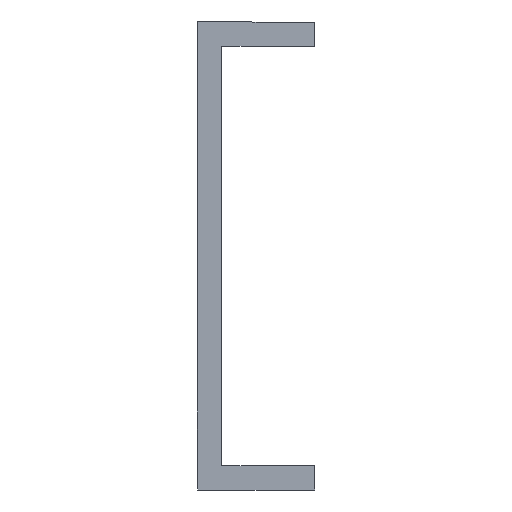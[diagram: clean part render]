
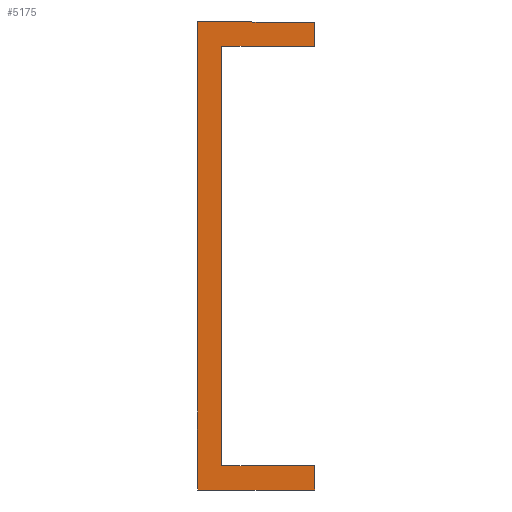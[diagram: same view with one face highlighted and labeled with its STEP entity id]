
A CAD part, front view. The second image highlights one B-rep face of the part: STEP entity #5175.
In plain terms, the highlighted planar face has unit normal (0, -1, 0).
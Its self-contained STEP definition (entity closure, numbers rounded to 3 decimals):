
#825 = ORIENTED_EDGE ( 'NONE', *, *, #23617, .F. ) ;
#902 = EDGE_CURVE ( 'NONE', #11827, #2771, #3787, .T. ) ;
#1095 = EDGE_CURVE ( 'NONE', #16146, #19729, #7301, .T. ) ;
#1189 = VECTOR ( 'NONE', #17946, 1000. ) ;
#1987 = CARTESIAN_POINT ( 'NONE',  ( -12., 0., -45.5 ) ) ;
#2093 = VERTEX_POINT ( 'NONE', #16502 ) ;
#2679 = LINE ( 'NONE', #3029, #3734 ) ;
#2771 = VERTEX_POINT ( 'NONE', #9317 ) ;
#3029 = CARTESIAN_POINT ( 'NONE',  ( -21.5, 0., -45.5 ) ) ;
#3207 = VERTEX_POINT ( 'NONE', #19583 ) ;
#3351 = VECTOR ( 'NONE', #13474, 1000. ) ;
#3684 = LINE ( 'NONE', #22880, #13538 ) ;
#3734 = VECTOR ( 'NONE', #25248, 1000. ) ;
#3787 = LINE ( 'NONE', #20681, #24964 ) ;
#4028 = CARTESIAN_POINT ( 'NONE',  ( -24., 0., -45.5 ) ) ;
#4366 = LINE ( 'NONE', #11093, #3351 ) ;
#4484 = DIRECTION ( 'NONE',  ( 0., 0., -1. ) ) ;
#4849 = FACE_OUTER_BOUND ( 'NONE', #23421, .T. ) ;
#4964 = DIRECTION ( 'NONE',  ( 1., 0., 0. ) ) ;
#5175 = ADVANCED_FACE ( 'NONE', ( #4849 ), #20613, .T. ) ;
#6963 = CARTESIAN_POINT ( 'NONE',  ( -12., 0., 0. ) ) ;
#7301 = LINE ( 'NONE', #8350, #9436 ) ;
#7364 = ORIENTED_EDGE ( 'NONE', *, *, #8238, .F. ) ;
#7964 = CARTESIAN_POINT ( 'NONE',  ( -21.5, 0., 0. ) ) ;
#8213 = EDGE_CURVE ( 'NONE', #24685, #2093, #4366, .T. ) ;
#8238 = EDGE_CURVE ( 'NONE', #3207, #11827, #22406, .T. ) ;
#8350 = CARTESIAN_POINT ( 'NONE',  ( -12., 0., -43. ) ) ;
#8381 = LINE ( 'NONE', #11817, #10126 ) ;
#9317 = CARTESIAN_POINT ( 'NONE',  ( -12., 0., 2.5 ) ) ;
#9436 = VECTOR ( 'NONE', #4484, 1000. ) ;
#9812 = DIRECTION ( 'NONE',  ( 1., 0., 0. ) ) ;
#10126 = VECTOR ( 'NONE', #20942, 1000. ) ;
#11093 = CARTESIAN_POINT ( 'NONE',  ( -21.5, 0., 0. ) ) ;
#11817 = CARTESIAN_POINT ( 'NONE',  ( -12., 0., 0. ) ) ;
#11827 = VERTEX_POINT ( 'NONE', #15285 ) ;
#12492 = DIRECTION ( 'NONE',  ( 0., -1., 0. ) ) ;
#12502 = VERTEX_POINT ( 'NONE', #6963 ) ;
#13474 = DIRECTION ( 'NONE',  ( 0., 0., -1. ) ) ;
#13538 = VECTOR ( 'NONE', #25035, 1000. ) ;
#14180 = ORIENTED_EDGE ( 'NONE', *, *, #23014, .F. ) ;
#15285 = CARTESIAN_POINT ( 'NONE',  ( -24., 0., 2.5 ) ) ;
#16146 = VERTEX_POINT ( 'NONE', #26472 ) ;
#16502 = CARTESIAN_POINT ( 'NONE',  ( -21.5, 0., -43. ) ) ;
#17946 = DIRECTION ( 'NONE',  ( 0., 0., 1. ) ) ;
#19583 = CARTESIAN_POINT ( 'NONE',  ( -24., 0., -45.5 ) ) ;
#19729 = VERTEX_POINT ( 'NONE', #1987 ) ;
#20613 = PLANE ( 'NONE',  #20776 ) ;
#20681 = CARTESIAN_POINT ( 'NONE',  ( 24., 0., 2.5 ) ) ;
#20776 = AXIS2_PLACEMENT_3D ( 'NONE', #23502, #12492, #25319 ) ;
#20942 = DIRECTION ( 'NONE',  ( -1., 0., 0. ) ) ;
#21944 = ORIENTED_EDGE ( 'NONE', *, *, #1095, .F. ) ;
#22178 = VECTOR ( 'NONE', #9812, 1000. ) ;
#22406 = LINE ( 'NONE', #4028, #1189 ) ;
#22568 = EDGE_CURVE ( 'NONE', #2093, #16146, #27141, .T. ) ;
#22880 = CARTESIAN_POINT ( 'NONE',  ( -12., 0., 0. ) ) ;
#23014 = EDGE_CURVE ( 'NONE', #12502, #24685, #8381, .T. ) ;
#23421 = EDGE_LOOP ( 'NONE', ( #28317, #14180, #24264, #26709, #7364, #825, #21944, #24150 ) ) ;
#23502 = CARTESIAN_POINT ( 'NONE',  ( 0., 0., 0. ) ) ;
#23617 = EDGE_CURVE ( 'NONE', #19729, #3207, #2679, .T. ) ;
#24150 = ORIENTED_EDGE ( 'NONE', *, *, #22568, .F. ) ;
#24264 = ORIENTED_EDGE ( 'NONE', *, *, #24552, .F. ) ;
#24552 = EDGE_CURVE ( 'NONE', #2771, #12502, #3684, .T. ) ;
#24685 = VERTEX_POINT ( 'NONE', #7964 ) ;
#24964 = VECTOR ( 'NONE', #4964, 1000. ) ;
#25035 = DIRECTION ( 'NONE',  ( 0., 0., -1. ) ) ;
#25248 = DIRECTION ( 'NONE',  ( -1., 0., 0. ) ) ;
#25319 = DIRECTION ( 'NONE',  ( 0., 0., -1. ) ) ;
#26472 = CARTESIAN_POINT ( 'NONE',  ( -12., 0., -43. ) ) ;
#26709 = ORIENTED_EDGE ( 'NONE', *, *, #902, .F. ) ;
#27141 = LINE ( 'NONE', #27634, #22178 ) ;
#27634 = CARTESIAN_POINT ( 'NONE',  ( -12., 0., -43. ) ) ;
#28317 = ORIENTED_EDGE ( 'NONE', *, *, #8213, .F. ) ;
